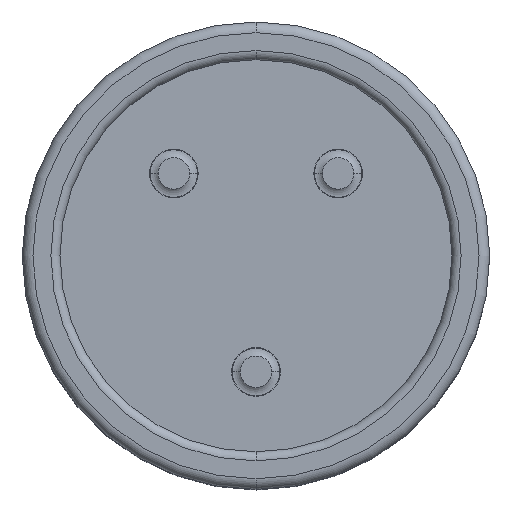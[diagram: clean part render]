
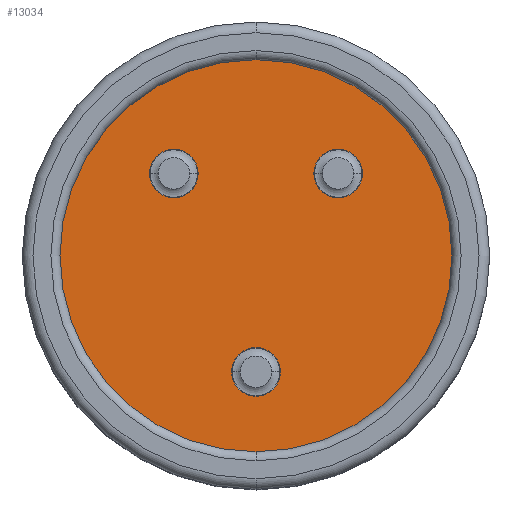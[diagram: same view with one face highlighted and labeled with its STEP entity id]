
A CAD part, top view. The second image highlights one B-rep face of the part: STEP entity #13034.
In plain terms, the highlighted planar face has unit normal (0, 0, 1).
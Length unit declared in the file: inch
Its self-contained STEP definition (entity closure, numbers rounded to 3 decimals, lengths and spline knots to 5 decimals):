
#1108=CARTESIAN_POINT('',(0.,0.,-0.04701));
#1109=DIRECTION('',(0.,0.,1.));
#1110=DIRECTION('',(0.,1.,0.));
#1111=AXIS2_PLACEMENT_3D('',#1108,#1109,#1110);
#1126=CARTESIAN_POINT('',(-0.1538,0.1538,
-0.04701));
#1127=DIRECTION('',(0.,0.,1.));
#1128=DIRECTION('',(-1.,0.,0.));
#1129=AXIS2_PLACEMENT_3D('',#1126,#1127,#1128);
#1131=CARTESIAN_POINT('',(-0.1538,0.1538,
-0.04701));
#1132=DIRECTION('',(0.,0.,1.));
#1133=DIRECTION('',(1.,0.,0.));
#1134=AXIS2_PLACEMENT_3D('',#1131,#1132,#1133);
#1136=CARTESIAN_POINT('',(0.,-0.2175,-0.04701));
#1137=DIRECTION('',(0.,0.,1.));
#1138=DIRECTION('',(-1.,0.,0.));
#1139=AXIS2_PLACEMENT_3D('',#1136,#1137,#1138);
#1141=CARTESIAN_POINT('',(0.,-0.2175,-0.04701));
#1142=DIRECTION('',(0.,0.,1.));
#1143=DIRECTION('',(1.,0.,0.));
#1144=AXIS2_PLACEMENT_3D('',#1141,#1142,#1143);
#1146=CARTESIAN_POINT('',(0.1538,0.1538,
-0.04701));
#1147=DIRECTION('',(0.,0.,1.));
#1148=DIRECTION('',(-1.,0.,0.));
#1149=AXIS2_PLACEMENT_3D('',#1146,#1147,#1148);
#1151=CARTESIAN_POINT('',(0.1538,0.1538,
-0.04701));
#1152=DIRECTION('',(0.,0.,1.));
#1153=DIRECTION('',(1.,0.,0.));
#1154=AXIS2_PLACEMENT_3D('',#1151,#1152,#1153);
#1156=CARTESIAN_POINT('',(0.,0.,-0.04701));
#1157=DIRECTION('',(0.,0.,-1.));
#1158=DIRECTION('',(0.,1.,0.));
#1159=AXIS2_PLACEMENT_3D('',#1156,#1157,#1158);
#11820=CARTESIAN_POINT('',(-0.1083,0.1538,
-0.04701));
#11821=CARTESIAN_POINT('',(-0.1993,0.1538,
-0.04701));
#11822=VERTEX_POINT('',#11820);
#11823=VERTEX_POINT('',#11821);
#11824=CARTESIAN_POINT('',(0.0455,-0.2175,-0.04701));
#11825=CARTESIAN_POINT('',(-0.0455,-0.2175,-0.04701));
#11826=VERTEX_POINT('',#11824);
#11827=VERTEX_POINT('',#11825);
#11828=CARTESIAN_POINT('',(0.1993,0.1538,
-0.04701));
#11829=CARTESIAN_POINT('',(0.1083,0.1538,
-0.04701));
#11830=VERTEX_POINT('',#11828);
#11831=VERTEX_POINT('',#11829);
#11844=CARTESIAN_POINT('',(0.,0.367,-0.04701));
#11845=CARTESIAN_POINT('',(0.,-0.367,-0.04701));
#11846=VERTEX_POINT('',#11844);
#11847=VERTEX_POINT('',#11845);
#13006=CARTESIAN_POINT('',(0.,0.,-0.04701));
#13007=DIRECTION('',(0.,0.,-1.));
#13008=DIRECTION('',(-1.,0.,0.));
#13009=AXIS2_PLACEMENT_3D('',#13006,#13007,#13008);
#13010=PLANE('',#13009);
#13012=ORIENTED_EDGE('',*,*,#13011,.T.);
#13013=ORIENTED_EDGE('',*,*,#12996,.F.);
#13014=EDGE_LOOP('',(#13012,#13013));
#13015=FACE_OUTER_BOUND('',#13014,.F.);
#13017=ORIENTED_EDGE('',*,*,#13016,.T.);
#13019=ORIENTED_EDGE('',*,*,#13018,.T.);
#13020=EDGE_LOOP('',(#13017,#13019));
#13021=FACE_BOUND('',#13020,.F.);
#13023=ORIENTED_EDGE('',*,*,#13022,.T.);
#13025=ORIENTED_EDGE('',*,*,#13024,.T.);
#13026=EDGE_LOOP('',(#13023,#13025));
#13027=FACE_BOUND('',#13026,.F.);
#13029=ORIENTED_EDGE('',*,*,#13028,.T.);
#13031=ORIENTED_EDGE('',*,*,#13030,.T.);
#13032=EDGE_LOOP('',(#13029,#13031));
#13033=FACE_BOUND('',#13032,.F.);
#13034=ADVANCED_FACE('',(#13015,#13021,#13027,#13033),#13010,.F.);
#1112=CIRCLE('',#1111,0.367);
#1130=CIRCLE('',#1129,0.0455);
#1135=CIRCLE('',#1134,0.0455);
#1140=CIRCLE('',#1139,0.0455);
#1145=CIRCLE('',#1144,0.0455);
#1150=CIRCLE('',#1149,0.0455);
#1155=CIRCLE('',#1154,0.0455);
#1160=CIRCLE('',#1159,0.367);
#12996=EDGE_CURVE('',#11846,#11847,#1112,.T.);
#13011=EDGE_CURVE('',#11846,#11847,#1160,.T.);
#13016=EDGE_CURVE('',#11823,#11822,#1130,.T.);
#13018=EDGE_CURVE('',#11822,#11823,#1135,.T.);
#13022=EDGE_CURVE('',#11827,#11826,#1140,.T.);
#13024=EDGE_CURVE('',#11826,#11827,#1145,.T.);
#13028=EDGE_CURVE('',#11831,#11830,#1150,.T.);
#13030=EDGE_CURVE('',#11830,#11831,#1155,.T.);
